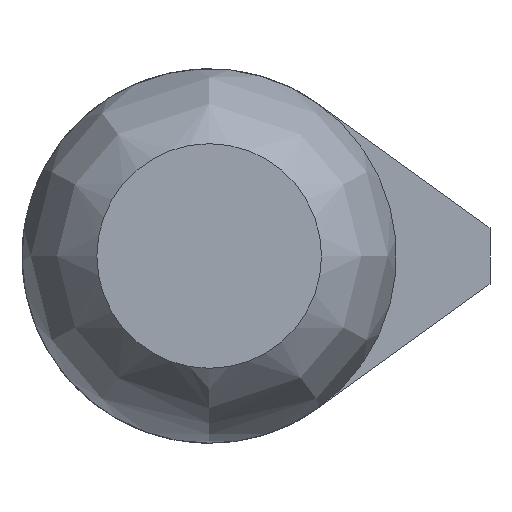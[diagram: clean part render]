
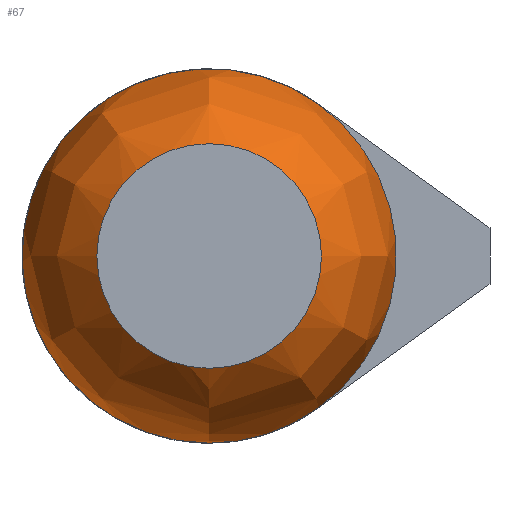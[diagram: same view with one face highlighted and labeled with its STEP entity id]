
A CAD part, front view. The second image highlights one B-rep face of the part: STEP entity #67.
In plain terms, the highlighted free-form (B-spline) face has degree [3, 3] with [4, 7] control points.
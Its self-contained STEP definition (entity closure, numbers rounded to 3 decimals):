
#67 = ADVANCED_FACE( '', ( #141, #142 ), #143, .T. );
#141 = FACE_OUTER_BOUND( '', #255, .T. );
#142 = FACE_OUTER_BOUND( '', #256, .T. );
#143 = ( BOUNDED_SURFACE(  )B_SPLINE_SURFACE( 3, 3, ( ( #259, #260, #261, #262, #263, #264, #265 ), ( #266, #267, #268, #269, #270, #271, #272 ), ( #273, #274, #275, #276, #277, #278, #279 ), ( #280, #281, #282, #283, #284, #285, #286 ) ), .UNSPECIFIED., .F., .T., .F. )B_SPLINE_SURFACE_WITH_KNOTS( ( 4, 4 ), ( 4, 3, 4 ), ( 0., 6.283 ), ( -0.002, 0.49, 0.982 ), .UNSPECIFIED. )GEOMETRIC_REPRESENTATION_ITEM(  )RATIONAL_B_SPLINE_SURFACE( ( ( 1., 0.333, 0.333, 1., 0.333, 0.333, 1. ), ( 0.921, 0.307, 0.307, 0.921, 0.307, 0.307, 0.921 ), ( 0.921, 0.307, 0.307, 0.921, 0.307, 0.307, 0.921 ), ( 1., 0.333, 0.333, 1., 0.333, 0.333, 1. ) ) )REPRESENTATION_ITEM( '' )SURFACE(  ) );
#255 = EDGE_LOOP( '', ( #406, #407 ) );
#256 = EDGE_LOOP( '', ( #408 ) );
#259 = CARTESIAN_POINT( '', ( 0., -88.75, -6. ) );
#260 = CARTESIAN_POINT( '', ( 12., -88.75, -6. ) );
#261 = CARTESIAN_POINT( '', ( 12., -88.75, 6. ) );
#262 = CARTESIAN_POINT( '', ( 0., -88.75, 6. ) );
#263 = CARTESIAN_POINT( '', ( -12., -88.75, 6. ) );
#264 = CARTESIAN_POINT( '', ( -12., -88.75, -6. ) );
#265 = CARTESIAN_POINT( '', ( 0., -88.75, -6. ) );
#266 = CARTESIAN_POINT( '', ( 0., -87.041, -8.558 ) );
#267 = CARTESIAN_POINT( '', ( 17.116, -87.041, -8.558 ) );
#268 = CARTESIAN_POINT( '', ( 17.116, -87.041, 8.558 ) );
#269 = CARTESIAN_POINT( '', ( 0., -87.041, 8.558 ) );
#270 = CARTESIAN_POINT( '', ( -17.116, -87.041, 8.558 ) );
#271 = CARTESIAN_POINT( '', ( -17.116, -87.041, -8.558 ) );
#272 = CARTESIAN_POINT( '', ( 0., -87.041, -8.558 ) );
#273 = CARTESIAN_POINT( '', ( 0., -84.326, -10.006 ) );
#274 = CARTESIAN_POINT( '', ( 20.011, -84.326, -10.006 ) );
#275 = CARTESIAN_POINT( '', ( 20.011, -84.326, 10.006 ) );
#276 = CARTESIAN_POINT( '', ( 0., -84.326, 10.006 ) );
#277 = CARTESIAN_POINT( '', ( -20.011, -84.326, 10.006 ) );
#278 = CARTESIAN_POINT( '', ( -20.011, -84.326, -10.006 ) );
#279 = CARTESIAN_POINT( '', ( 0., -84.326, -10.006 ) );
#280 = CARTESIAN_POINT( '', ( 0., -81.25, -10. ) );
#281 = CARTESIAN_POINT( '', ( 20., -81.25, -10. ) );
#282 = CARTESIAN_POINT( '', ( 20., -81.25, 10. ) );
#283 = CARTESIAN_POINT( '', ( 0., -81.25, 10. ) );
#284 = CARTESIAN_POINT( '', ( -20., -81.25, 10. ) );
#285 = CARTESIAN_POINT( '', ( -20., -81.25, -10. ) );
#286 = CARTESIAN_POINT( '', ( 0., -81.25, -10. ) );
#406 = ORIENTED_EDGE( '', *, *, #506, .F. );
#407 = ORIENTED_EDGE( '', *, *, #473, .F. );
#408 = ORIENTED_EDGE( '', *, *, #510, .F. );
#473 = EDGE_CURVE( '', #529, #531, #532, .T. );
#506 = EDGE_CURVE( '', #531, #529, #581, .T. );
#510 = EDGE_CURVE( '', #585, #585, #586, .T. );
#529 = VERTEX_POINT( '', #607 );
#531 = VERTEX_POINT( '', #610 );
#532 = CIRCLE( '', #611, 10. );
#581 = CIRCLE( '', #677, 10. );
#585 = VERTEX_POINT( '', #682 );
#586 = CIRCLE( '', #683, 6. );
#607 = CARTESIAN_POINT( '', ( 5.856, -81.25, -8.106 ) );
#610 = CARTESIAN_POINT( '', ( 5.856, -81.25, 8.106 ) );
#611 = AXIS2_PLACEMENT_3D( '', #705, #706, #707 );
#677 = AXIS2_PLACEMENT_3D( '', #743, #744, #745 );
#682 = CARTESIAN_POINT( '', ( 0., -88.75, -6. ) );
#683 = AXIS2_PLACEMENT_3D( '', #747, #748, #749 );
#705 = CARTESIAN_POINT( '', ( 0., -81.25, 0. ) );
#706 = DIRECTION( '', ( 0., 1., 0. ) );
#707 = DIRECTION( '', ( 1., 0., 0. ) );
#743 = CARTESIAN_POINT( '', ( 0., -81.25, 0. ) );
#744 = DIRECTION( '', ( 0., 1., 0. ) );
#745 = DIRECTION( '', ( 0., 0., 1. ) );
#747 = CARTESIAN_POINT( '', ( 0., -88.75, 0. ) );
#748 = DIRECTION( '', ( 0., -1., 0. ) );
#749 = DIRECTION( '', ( 0., 0., -1. ) );
